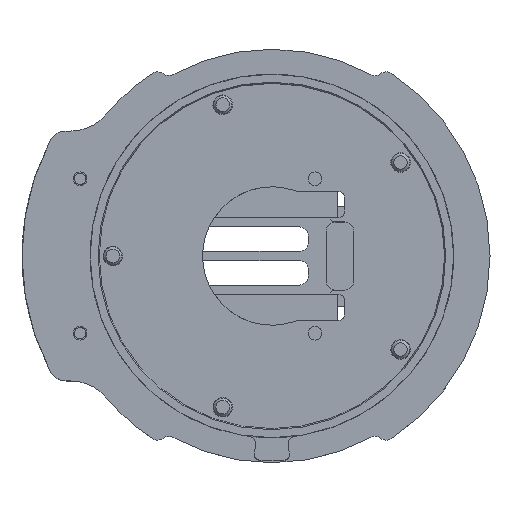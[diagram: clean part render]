
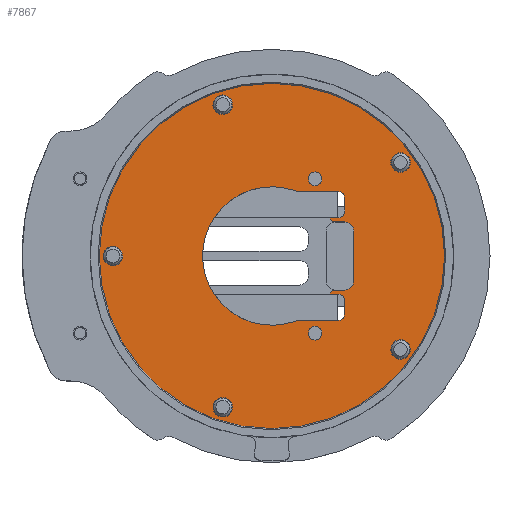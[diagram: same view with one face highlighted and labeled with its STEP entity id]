
A CAD part, top view. The second image highlights one B-rep face of the part: STEP entity #7867.
In plain terms, the highlighted planar face has unit normal (0, 0, 1).
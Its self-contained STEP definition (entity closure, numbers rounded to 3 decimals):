
#468=FACE_BOUND('',#1025,.T.);
#469=FACE_BOUND('',#1026,.T.);
#470=FACE_BOUND('',#1027,.T.);
#471=FACE_BOUND('',#1028,.T.);
#472=FACE_BOUND('',#1029,.T.);
#473=FACE_BOUND('',#1030,.T.);
#474=FACE_BOUND('',#1031,.T.);
#475=FACE_BOUND('',#1032,.T.);
#525=FACE_OUTER_BOUND('',#1024,.T.);
#1024=EDGE_LOOP('',(#5380));
#1025=EDGE_LOOP('',(#5381));
#1026=EDGE_LOOP('',(#5382));
#1027=EDGE_LOOP('',(#5383));
#1028=EDGE_LOOP('',(#5384));
#1029=EDGE_LOOP('',(#5385));
#1030=EDGE_LOOP('',(#5386));
#1031=EDGE_LOOP('',(#5387));
#1032=EDGE_LOOP('',(#5388,#5389,#5390,#5391,#5392,#5393,#5394,#5395,#5396,
#5397,#5398,#5399,#5400,#5401,#5402,#5403,#5404,#5405));
#1626=CIRCLE('',#8449,2.15);
#1627=CIRCLE('',#8451,38.);
#1628=CIRCLE('',#8452,2.15);
#1629=CIRCLE('',#8453,2.15);
#1630=CIRCLE('',#8454,2.15);
#1631=CIRCLE('',#8455,2.15);
#1632=CIRCLE('',#8456,1.25);
#1633=CIRCLE('',#8457,1.25);
#1634=CIRCLE('',#8458,15.25);
#1635=CIRCLE('',#8459,1.5);
#1636=CIRCLE('',#8460,1.5);
#1637=CIRCLE('',#8461,15.25);
#1638=CIRCLE('',#8462,1.5);
#1639=CIRCLE('',#8463,1.5);
#1640=CIRCLE('',#8464,15.25);
#1641=CIRCLE('',#8465,2.);
#1642=CIRCLE('',#8466,2.);
#2060=LINE('',#12170,#2704);
#2061=LINE('',#12174,#2705);
#2062=LINE('',#12178,#2706);
#2063=LINE('',#12182,#2707);
#2064=LINE('',#12186,#2708);
#2065=LINE('',#12190,#2709);
#2066=LINE('',#12194,#2710);
#2067=LINE('',#12198,#2711);
#2068=LINE('',#12202,#2712);
#2704=VECTOR('',#9555,2.722);
#2705=VECTOR('',#9558,1.772);
#2706=VECTOR('',#9561,2.8);
#2707=VECTOR('',#9564,8.939);
#2708=VECTOR('',#9567,8.939);
#2709=VECTOR('',#9570,2.8);
#2710=VECTOR('',#9573,1.772);
#2711=VECTOR('',#9576,2.722);
#2712=VECTOR('',#9579,11.);
#3416=VERTEX_POINT('',#12150);
#3417=VERTEX_POINT('',#12154);
#3418=VERTEX_POINT('',#12156);
#3419=VERTEX_POINT('',#12158);
#3420=VERTEX_POINT('',#12160);
#3421=VERTEX_POINT('',#12162);
#3422=VERTEX_POINT('',#12164);
#3423=VERTEX_POINT('',#12166);
#3424=VERTEX_POINT('',#12168);
#3425=VERTEX_POINT('',#12169);
#3426=VERTEX_POINT('',#12171);
#3427=VERTEX_POINT('',#12173);
#3428=VERTEX_POINT('',#12175);
#3429=VERTEX_POINT('',#12177);
#3430=VERTEX_POINT('',#12179);
#3431=VERTEX_POINT('',#12181);
#3432=VERTEX_POINT('',#12183);
#3433=VERTEX_POINT('',#12185);
#3434=VERTEX_POINT('',#12187);
#3435=VERTEX_POINT('',#12189);
#3436=VERTEX_POINT('',#12191);
#3437=VERTEX_POINT('',#12193);
#3438=VERTEX_POINT('',#12195);
#3439=VERTEX_POINT('',#12197);
#3440=VERTEX_POINT('',#12199);
#3441=VERTEX_POINT('',#12201);
#4177=EDGE_CURVE('',#3416,#3416,#1626,.T.);
#4179=EDGE_CURVE('',#3417,#3417,#1627,.T.);
#4180=EDGE_CURVE('',#3418,#3418,#1628,.T.);
#4181=EDGE_CURVE('',#3419,#3419,#1629,.T.);
#4182=EDGE_CURVE('',#3420,#3420,#1630,.T.);
#4183=EDGE_CURVE('',#3421,#3421,#1631,.T.);
#4184=EDGE_CURVE('',#3422,#3422,#1632,.T.);
#4185=EDGE_CURVE('',#3423,#3423,#1633,.T.);
#4186=EDGE_CURVE('',#3424,#3425,#2060,.T.);
#4187=EDGE_CURVE('',#3424,#3426,#1634,.T.);
#4188=EDGE_CURVE('',#3427,#3426,#2061,.T.);
#4189=EDGE_CURVE('',#3428,#3427,#1635,.T.);
#4190=EDGE_CURVE('',#3429,#3428,#2062,.T.);
#4191=EDGE_CURVE('',#3430,#3429,#1636,.T.);
#4192=EDGE_CURVE('',#3431,#3430,#2063,.T.);
#4193=EDGE_CURVE('',#3431,#3432,#1637,.T.);
#4194=EDGE_CURVE('',#3433,#3432,#2064,.T.);
#4195=EDGE_CURVE('',#3434,#3433,#1638,.T.);
#4196=EDGE_CURVE('',#3435,#3434,#2065,.T.);
#4197=EDGE_CURVE('',#3436,#3435,#1639,.T.);
#4198=EDGE_CURVE('',#3437,#3436,#2066,.T.);
#4199=EDGE_CURVE('',#3437,#3438,#1640,.T.);
#4200=EDGE_CURVE('',#3439,#3438,#2067,.T.);
#4201=EDGE_CURVE('',#3439,#3440,#1641,.T.);
#4202=EDGE_CURVE('',#3441,#3440,#2068,.T.);
#4203=EDGE_CURVE('',#3441,#3425,#1642,.T.);
#5380=ORIENTED_EDGE('',*,*,#4179,.F.);
#5381=ORIENTED_EDGE('',*,*,#4180,.T.);
#5382=ORIENTED_EDGE('',*,*,#4181,.T.);
#5383=ORIENTED_EDGE('',*,*,#4177,.T.);
#5384=ORIENTED_EDGE('',*,*,#4182,.T.);
#5385=ORIENTED_EDGE('',*,*,#4183,.T.);
#5386=ORIENTED_EDGE('',*,*,#4184,.T.);
#5387=ORIENTED_EDGE('',*,*,#4185,.T.);
#5388=ORIENTED_EDGE('',*,*,#4186,.F.);
#5389=ORIENTED_EDGE('',*,*,#4187,.T.);
#5390=ORIENTED_EDGE('',*,*,#4188,.F.);
#5391=ORIENTED_EDGE('',*,*,#4189,.F.);
#5392=ORIENTED_EDGE('',*,*,#4190,.F.);
#5393=ORIENTED_EDGE('',*,*,#4191,.F.);
#5394=ORIENTED_EDGE('',*,*,#4192,.F.);
#5395=ORIENTED_EDGE('',*,*,#4193,.T.);
#5396=ORIENTED_EDGE('',*,*,#4194,.F.);
#5397=ORIENTED_EDGE('',*,*,#4195,.F.);
#5398=ORIENTED_EDGE('',*,*,#4196,.F.);
#5399=ORIENTED_EDGE('',*,*,#4197,.F.);
#5400=ORIENTED_EDGE('',*,*,#4198,.F.);
#5401=ORIENTED_EDGE('',*,*,#4199,.T.);
#5402=ORIENTED_EDGE('',*,*,#4200,.F.);
#5403=ORIENTED_EDGE('',*,*,#4201,.T.);
#5404=ORIENTED_EDGE('',*,*,#4202,.F.);
#5405=ORIENTED_EDGE('',*,*,#4203,.T.);
#7639=PLANE('',#8450);
#7867=ADVANCED_FACE('',(#525,#468,#469,#470,#471,#472,#473,#474,#475),#7639,
 .T.);
#8449=AXIS2_PLACEMENT_3D('',#12151,#9536,#9537);
#8450=AXIS2_PLACEMENT_3D('',#12153,#9539,#9540);
#8451=AXIS2_PLACEMENT_3D('',#12155,#9541,#9542);
#8452=AXIS2_PLACEMENT_3D('',#12157,#9543,#9544);
#8453=AXIS2_PLACEMENT_3D('',#12159,#9545,#9546);
#8454=AXIS2_PLACEMENT_3D('',#12161,#9547,#9548);
#8455=AXIS2_PLACEMENT_3D('',#12163,#9549,#9550);
#8456=AXIS2_PLACEMENT_3D('',#12165,#9551,#9552);
#8457=AXIS2_PLACEMENT_3D('',#12167,#9553,#9554);
#8458=AXIS2_PLACEMENT_3D('',#12172,#9556,#9557);
#8459=AXIS2_PLACEMENT_3D('',#12176,#9559,#9560);
#8460=AXIS2_PLACEMENT_3D('',#12180,#9562,#9563);
#8461=AXIS2_PLACEMENT_3D('',#12184,#9565,#9566);
#8462=AXIS2_PLACEMENT_3D('',#12188,#9568,#9569);
#8463=AXIS2_PLACEMENT_3D('',#12192,#9571,#9572);
#8464=AXIS2_PLACEMENT_3D('',#12196,#9574,#9575);
#8465=AXIS2_PLACEMENT_3D('',#12200,#9577,#9578);
#8466=AXIS2_PLACEMENT_3D('',#12203,#9580,#9581);
#9536=DIRECTION('center_axis',(0.,0.,-1.));
#9537=DIRECTION('ref_axis',(-0.809,0.588,0.));
#9539=DIRECTION('center_axis',(0.,0.,1.));
#9540=DIRECTION('ref_axis',(1.,0.,0.));
#9541=DIRECTION('center_axis',(0.,0.,-1.));
#9542=DIRECTION('ref_axis',(0.,-1.,0.));
#9543=DIRECTION('center_axis',(0.,0.,-1.));
#9544=DIRECTION('ref_axis',(1.,0.,0.));
#9545=DIRECTION('center_axis',(0.,0.,-1.));
#9546=DIRECTION('ref_axis',(0.309,0.951,0.));
#9547=DIRECTION('center_axis',(0.,0.,-1.));
#9548=DIRECTION('ref_axis',(-0.809,-0.588,0.));
#9549=DIRECTION('center_axis',(0.,0.,-1.));
#9550=DIRECTION('ref_axis',(0.309,-0.951,0.));
#9551=DIRECTION('center_axis',(0.,0.,-1.));
#9552=DIRECTION('ref_axis',(1.,0.,0.));
#9553=DIRECTION('center_axis',(0.,0.,-1.));
#9554=DIRECTION('ref_axis',(1.,0.,0.));
#9555=DIRECTION('',(1.,0.,0.));
#9556=DIRECTION('center_axis',(0.,0.,-1.));
#9557=DIRECTION('ref_axis',(0.871,-0.492,0.));
#9558=DIRECTION('',(-1.,0.,0.));
#9559=DIRECTION('center_axis',(0.,0.,1.));
#9560=DIRECTION('ref_axis',(1.,0.,0.));
#9561=DIRECTION('',(0.,1.,0.));
#9562=DIRECTION('center_axis',(0.,0.,1.));
#9563=DIRECTION('ref_axis',(0.,-1.,0.));
#9564=DIRECTION('',(1.,0.,0.));
#9565=DIRECTION('center_axis',(0.,0.,-1.));
#9566=DIRECTION('ref_axis',(0.365,-0.931,0.));
#9567=DIRECTION('',(-1.,0.,0.));
#9568=DIRECTION('center_axis',(0.,0.,1.));
#9569=DIRECTION('ref_axis',(1.,0.,0.));
#9570=DIRECTION('',(0.,1.,0.));
#9571=DIRECTION('center_axis',(0.,0.,1.));
#9572=DIRECTION('ref_axis',(0.,-1.,0.));
#9573=DIRECTION('',(1.,0.,0.));
#9574=DIRECTION('center_axis',(0.,0.,-1.));
#9575=DIRECTION('ref_axis',(0.835,0.551,0.));
#9576=DIRECTION('',(-1.,0.,0.));
#9577=DIRECTION('center_axis',(0.,0.,-1.));
#9578=DIRECTION('ref_axis',(0.,1.,0.));
#9579=DIRECTION('',(0.,1.,0.));
#9580=DIRECTION('center_axis',(0.,0.,-1.));
#9581=DIRECTION('ref_axis',(1.,0.,0.));
#12150=CARTESIAN_POINT('',(-33.261,-1.264,0.));
#12151=CARTESIAN_POINT('Origin',(-35.,0.,0.));
#12153=CARTESIAN_POINT('Origin',(0.,0.,0.));
#12154=CARTESIAN_POINT('',(0.,-38.,0.));
#12155=CARTESIAN_POINT('Origin',(0.,0.,0.));
#12156=CARTESIAN_POINT('',(26.166,20.572,0.));
#12157=CARTESIAN_POINT('Origin',(28.316,20.572,0.));
#12158=CARTESIAN_POINT('',(-11.48,31.242,0.));
#12159=CARTESIAN_POINT('Origin',(-10.816,33.287,0.));
#12160=CARTESIAN_POINT('',(-9.076,-32.023,0.));
#12161=CARTESIAN_POINT('Origin',(-10.816,-33.287,0.));
#12162=CARTESIAN_POINT('',(27.651,-18.528,0.));
#12163=CARTESIAN_POINT('Origin',(28.316,-20.572,0.));
#12164=CARTESIAN_POINT('',(8.25,17.,0.));
#12165=CARTESIAN_POINT('Origin',(9.5,17.,0.));
#12166=CARTESIAN_POINT('',(8.25,-17.,0.));
#12167=CARTESIAN_POINT('Origin',(9.5,-17.,0.));
#12168=CARTESIAN_POINT('',(13.278,-7.5,0.));
#12169=CARTESIAN_POINT('',(16.,-7.5,0.));
#12170=CARTESIAN_POINT('',(13.278,-7.5,0.));
#12171=CARTESIAN_POINT('',(12.728,-8.4,0.));
#12172=CARTESIAN_POINT('Origin',(0.,0.,0.));
#12173=CARTESIAN_POINT('',(14.5,-8.4,0.));
#12174=CARTESIAN_POINT('',(14.5,-8.4,0.));
#12175=CARTESIAN_POINT('',(16.,-9.9,0.));
#12176=CARTESIAN_POINT('Origin',(14.5,-9.9,0.));
#12177=CARTESIAN_POINT('',(16.,-12.7,0.));
#12178=CARTESIAN_POINT('',(16.,-12.7,0.));
#12179=CARTESIAN_POINT('',(14.5,-14.2,0.));
#12180=CARTESIAN_POINT('Origin',(14.5,-12.7,0.));
#12181=CARTESIAN_POINT('',(5.561,-14.2,0.));
#12182=CARTESIAN_POINT('',(5.561,-14.2,0.));
#12183=CARTESIAN_POINT('',(5.561,14.2,0.));
#12184=CARTESIAN_POINT('Origin',(0.,0.,0.));
#12185=CARTESIAN_POINT('',(14.5,14.2,0.));
#12186=CARTESIAN_POINT('',(14.5,14.2,0.));
#12187=CARTESIAN_POINT('',(16.,12.7,0.));
#12188=CARTESIAN_POINT('Origin',(14.5,12.7,0.));
#12189=CARTESIAN_POINT('',(16.,9.9,0.));
#12190=CARTESIAN_POINT('',(16.,9.9,0.));
#12191=CARTESIAN_POINT('',(14.5,8.4,0.));
#12192=CARTESIAN_POINT('Origin',(14.5,9.9,0.));
#12193=CARTESIAN_POINT('',(12.728,8.4,0.));
#12194=CARTESIAN_POINT('',(12.728,8.4,0.));
#12195=CARTESIAN_POINT('',(13.278,7.5,0.));
#12196=CARTESIAN_POINT('Origin',(0.,0.,0.));
#12197=CARTESIAN_POINT('',(16.,7.5,0.));
#12198=CARTESIAN_POINT('',(16.,7.5,0.));
#12199=CARTESIAN_POINT('',(18.,5.5,0.));
#12200=CARTESIAN_POINT('Origin',(16.,5.5,0.));
#12201=CARTESIAN_POINT('',(18.,-5.5,0.));
#12202=CARTESIAN_POINT('',(18.,-5.5,0.));
#12203=CARTESIAN_POINT('Origin',(16.,-5.5,0.));
